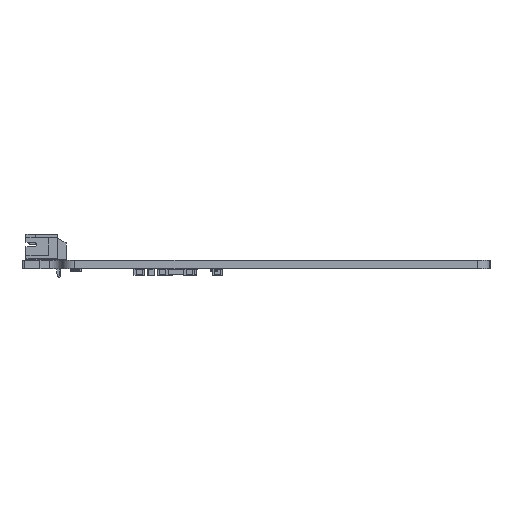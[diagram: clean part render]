
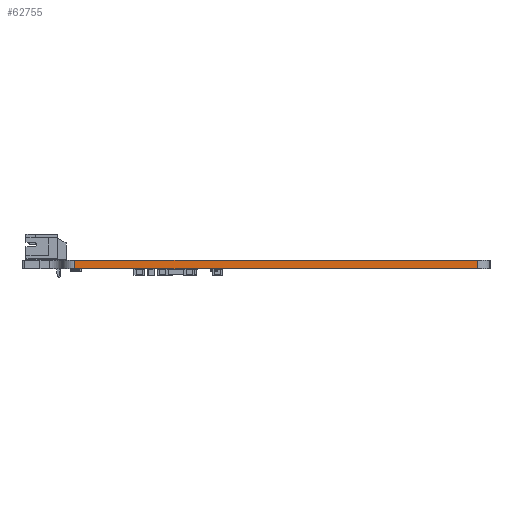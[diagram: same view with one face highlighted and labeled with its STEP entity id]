
A CAD part, left-side view. The second image highlights one B-rep face of the part: STEP entity #62755.
In plain terms, the highlighted planar face has unit normal (-1, 0, 0).
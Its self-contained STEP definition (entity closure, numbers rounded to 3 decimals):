
#40115 = PLANE('',#40116);
#40116 = AXIS2_PLACEMENT_3D('',#40117,#40118,#40119);
#40117 = CARTESIAN_POINT('',(127.753,-38.344,1.6));
#40118 = DIRECTION('',(0.,0.,1.));
#40119 = DIRECTION('',(1.,0.,0.));
#40170 = PLANE('',#40171);
#40171 = AXIS2_PLACEMENT_3D('',#40172,#40173,#40174);
#40172 = CARTESIAN_POINT('',(127.753,-38.344,0.));
#40173 = DIRECTION('',(0.,0.,1.));
#40174 = DIRECTION('',(1.,0.,0.));
#40203 = CYLINDRICAL_SURFACE('',#40204,2.381);
#40204 = AXIS2_PLACEMENT_3D('',#40205,#40206,#40207);
#40205 = CARTESIAN_POINT('',(2.381,-78.581,0.));
#40206 = DIRECTION('',(0.,0.,-1.));
#40207 = DIRECTION('',(1.,0.,0.));
#41392 = VERTEX_POINT('',#41393);
#41393 = CARTESIAN_POINT('',(0.,-2.381,0.));
#41408 = CYLINDRICAL_SURFACE('',#41409,2.381);
#41409 = AXIS2_PLACEMENT_3D('',#41410,#41411,#41412);
#41410 = CARTESIAN_POINT('',(2.381,-2.381,0.));
#41411 = DIRECTION('',(0.,0.,-1.));
#41412 = DIRECTION('',(1.,0.,0.));
#41420 = EDGE_CURVE('',#41392,#41421,#41423,.T.);
#41421 = VERTEX_POINT('',#41422);
#41422 = CARTESIAN_POINT('',(0.,-78.581,0.));
#41423 = SURFACE_CURVE('',#41424,(#41428,#41435),.PCURVE_S1.);
#41424 = LINE('',#41425,#41426);
#41425 = CARTESIAN_POINT('',(0.,-2.381,0.));
#41426 = VECTOR('',#41427,1.);
#41427 = DIRECTION('',(0.,-1.,0.));
#41428 = PCURVE('',#40170,#41429);
#41429 = DEFINITIONAL_REPRESENTATION('',(#41430),#41434);
#41430 = LINE('',#41431,#41432);
#41431 = CARTESIAN_POINT('',(-127.753,35.963));
#41432 = VECTOR('',#41433,1.);
#41433 = DIRECTION('',(0.,-1.));
#41434 = ( GEOMETRIC_REPRESENTATION_CONTEXT(2) 
PARAMETRIC_REPRESENTATION_CONTEXT() REPRESENTATION_CONTEXT('2D SPACE',''
  ) );
#41435 = PCURVE('',#41436,#41441);
#41436 = PLANE('',#41437);
#41437 = AXIS2_PLACEMENT_3D('',#41438,#41439,#41440);
#41438 = CARTESIAN_POINT('',(0.,-2.381,0.));
#41439 = DIRECTION('',(1.,0.,0.));
#41440 = DIRECTION('',(0.,-1.,0.));
#41441 = DEFINITIONAL_REPRESENTATION('',(#41442),#41446);
#41442 = LINE('',#41443,#41444);
#41443 = CARTESIAN_POINT('',(0.,0.));
#41444 = VECTOR('',#41445,1.);
#41445 = DIRECTION('',(1.,0.));
#41446 = ( GEOMETRIC_REPRESENTATION_CONTEXT(2) 
PARAMETRIC_REPRESENTATION_CONTEXT() REPRESENTATION_CONTEXT('2D SPACE',''
  ) );
#53381 = VERTEX_POINT('',#53382);
#53382 = CARTESIAN_POINT('',(0.,-2.381,1.6));
#53404 = EDGE_CURVE('',#53381,#53405,#53407,.T.);
#53405 = VERTEX_POINT('',#53406);
#53406 = CARTESIAN_POINT('',(0.,-78.581,1.6));
#53407 = SURFACE_CURVE('',#53408,(#53412,#53419),.PCURVE_S1.);
#53408 = LINE('',#53409,#53410);
#53409 = CARTESIAN_POINT('',(0.,-2.381,1.6));
#53410 = VECTOR('',#53411,1.);
#53411 = DIRECTION('',(0.,-1.,0.));
#53412 = PCURVE('',#40115,#53413);
#53413 = DEFINITIONAL_REPRESENTATION('',(#53414),#53418);
#53414 = LINE('',#53415,#53416);
#53415 = CARTESIAN_POINT('',(-127.753,35.963));
#53416 = VECTOR('',#53417,1.);
#53417 = DIRECTION('',(0.,-1.));
#53418 = ( GEOMETRIC_REPRESENTATION_CONTEXT(2) 
PARAMETRIC_REPRESENTATION_CONTEXT() REPRESENTATION_CONTEXT('2D SPACE',''
  ) );
#53419 = PCURVE('',#41436,#53420);
#53420 = DEFINITIONAL_REPRESENTATION('',(#53421),#53425);
#53421 = LINE('',#53422,#53423);
#53422 = CARTESIAN_POINT('',(0.,-1.6));
#53423 = VECTOR('',#53424,1.);
#53424 = DIRECTION('',(1.,0.));
#53425 = ( GEOMETRIC_REPRESENTATION_CONTEXT(2) 
PARAMETRIC_REPRESENTATION_CONTEXT() REPRESENTATION_CONTEXT('2D SPACE',''
  ) );
#62705 = EDGE_CURVE('',#41421,#53405,#62706,.T.);
#62706 = SURFACE_CURVE('',#62707,(#62711,#62718),.PCURVE_S1.);
#62707 = LINE('',#62708,#62709);
#62708 = CARTESIAN_POINT('',(0.,-78.581,0.));
#62709 = VECTOR('',#62710,1.);
#62710 = DIRECTION('',(0.,0.,1.));
#62711 = PCURVE('',#40203,#62712);
#62712 = DEFINITIONAL_REPRESENTATION('',(#62713),#62717);
#62713 = LINE('',#62714,#62715);
#62714 = CARTESIAN_POINT('',(-3.142,0.));
#62715 = VECTOR('',#62716,1.);
#62716 = DIRECTION('',(0.,-1.));
#62717 = ( GEOMETRIC_REPRESENTATION_CONTEXT(2) 
PARAMETRIC_REPRESENTATION_CONTEXT() REPRESENTATION_CONTEXT('2D SPACE',''
  ) );
#62718 = PCURVE('',#41436,#62719);
#62719 = DEFINITIONAL_REPRESENTATION('',(#62720),#62724);
#62720 = LINE('',#62721,#62722);
#62721 = CARTESIAN_POINT('',(76.2,0.));
#62722 = VECTOR('',#62723,1.);
#62723 = DIRECTION('',(0.,-1.));
#62724 = ( GEOMETRIC_REPRESENTATION_CONTEXT(2) 
PARAMETRIC_REPRESENTATION_CONTEXT() REPRESENTATION_CONTEXT('2D SPACE',''
  ) );
#62755 = ADVANCED_FACE('',(#62756),#41436,.F.);
#62756 = FACE_BOUND('',#62757,.F.);
#62757 = EDGE_LOOP('',(#62758,#62779,#62780,#62781));
#62758 = ORIENTED_EDGE('',*,*,#62759,.T.);
#62759 = EDGE_CURVE('',#41392,#53381,#62760,.T.);
#62760 = SURFACE_CURVE('',#62761,(#62765,#62772),.PCURVE_S1.);
#62761 = LINE('',#62762,#62763);
#62762 = CARTESIAN_POINT('',(0.,-2.381,0.));
#62763 = VECTOR('',#62764,1.);
#62764 = DIRECTION('',(0.,0.,1.));
#62765 = PCURVE('',#41436,#62766);
#62766 = DEFINITIONAL_REPRESENTATION('',(#62767),#62771);
#62767 = LINE('',#62768,#62769);
#62768 = CARTESIAN_POINT('',(0.,0.));
#62769 = VECTOR('',#62770,1.);
#62770 = DIRECTION('',(0.,-1.));
#62771 = ( GEOMETRIC_REPRESENTATION_CONTEXT(2) 
PARAMETRIC_REPRESENTATION_CONTEXT() REPRESENTATION_CONTEXT('2D SPACE',''
  ) );
#62772 = PCURVE('',#41408,#62773);
#62773 = DEFINITIONAL_REPRESENTATION('',(#62774),#62778);
#62774 = LINE('',#62775,#62776);
#62775 = CARTESIAN_POINT('',(-3.142,0.));
#62776 = VECTOR('',#62777,1.);
#62777 = DIRECTION('',(0.,-1.));
#62778 = ( GEOMETRIC_REPRESENTATION_CONTEXT(2) 
PARAMETRIC_REPRESENTATION_CONTEXT() REPRESENTATION_CONTEXT('2D SPACE',''
  ) );
#62779 = ORIENTED_EDGE('',*,*,#53404,.T.);
#62780 = ORIENTED_EDGE('',*,*,#62705,.F.);
#62781 = ORIENTED_EDGE('',*,*,#41420,.F.);
